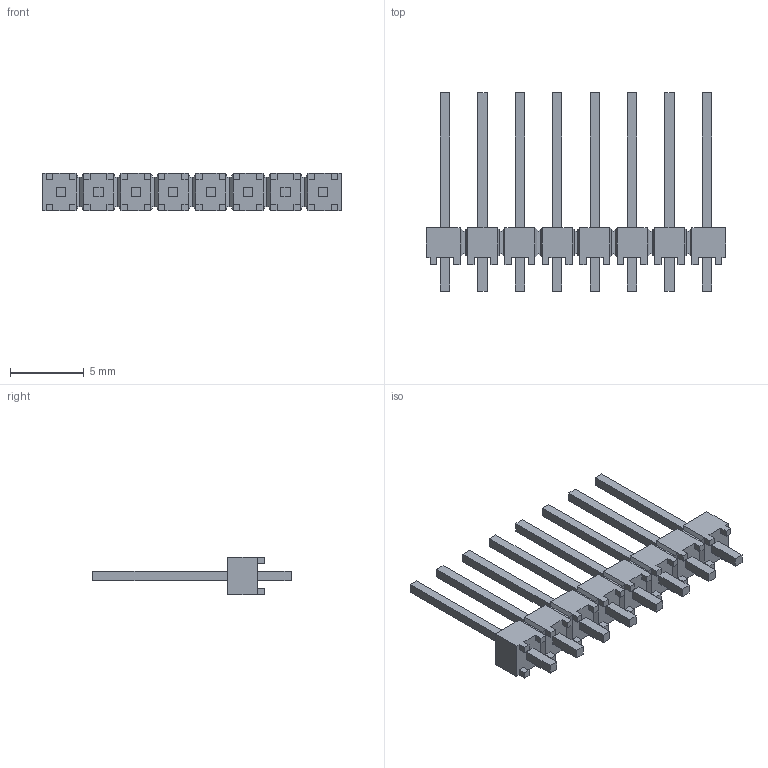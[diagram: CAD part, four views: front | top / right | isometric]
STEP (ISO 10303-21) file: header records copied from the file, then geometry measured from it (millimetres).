
FILE_DESCRIPTION(/* description */ ('STEP AP214'),/* implementation_level */ '2;1');
FILE_NAME(/* name */ 'MTSW-108-08-G-S-360',/* time_stamp */ '2024-12-05T05:45:05+01:00',/* author */ ('License CC BY-ND 4.0'),/* organization */ ('CADENAS'),/* preprocessor_version */ 'ST-DEVELOPER v19.3',/* originating_system */ 'PARTsolutions',/* authorisation */ ' ');
FILE_SCHEMA (('AUTOMOTIVE_DESIGN {1 0 10303 214 3 1 1}'));
Length unit declared in the file: inch
Products named in the file (3): MTSW-108-08-G-S-360; MTSW-108-08-G-S-360_body; MTSW-108-08-S-360
Assembly tree (2 placements, depth 2):
  MTSW-108-08-G-S-360
    MTSW-108-08-G-S-360_body
    MTSW-108-08-S-360
Bounding box: 20.32 x 13.46 x 2.54 mm (x, y, z)
Volume: 141.9 mm3; surface area: 578.8 mm2
Topology: 2 solids, 2 shells, 350 faces, 906 edges, 576 vertices
Faces by surface type: plane 350
Entity records: 10448 total; most frequent: CARTESIAN_POINT 1835, ORIENTED_EDGE 1812, DIRECTION 1612, EDGE_CURVE 906, LINE 906, VECTOR 906, VERTEX_POINT 576, EDGE_LOOP 382
